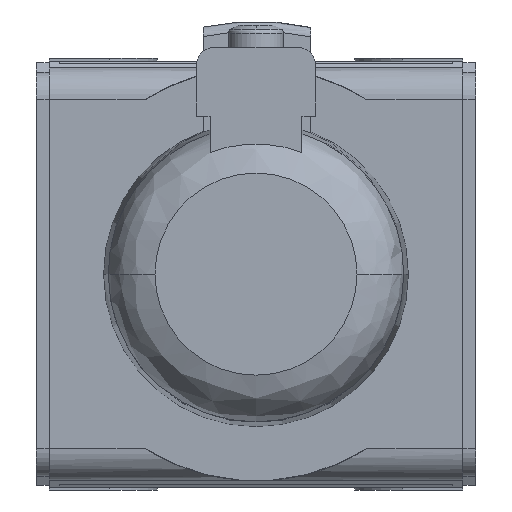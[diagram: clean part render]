
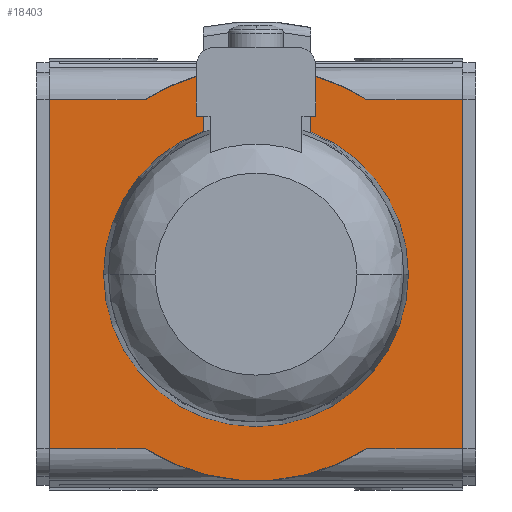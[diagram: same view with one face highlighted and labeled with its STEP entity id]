
A CAD part, front view. The second image highlights one B-rep face of the part: STEP entity #18403.
In plain terms, the highlighted planar face has unit normal (0, -1, 0).
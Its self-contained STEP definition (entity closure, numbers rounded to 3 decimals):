
#254 = VECTOR ( 'NONE', #1550, 1000. ) ;
#451 = CARTESIAN_POINT ( 'NONE',  ( 22.5, 0., 19. ) ) ;
#852 = VERTEX_POINT ( 'NONE', #11813 ) ;
#925 = CARTESIAN_POINT ( 'NONE',  ( 0., 0., 0. ) ) ;
#926 = LINE ( 'NONE', #13335, #254 ) ;
#1028 = VECTOR ( 'NONE', #8972, 1000. ) ;
#1074 = DIRECTION ( 'NONE',  ( 0., 1., 0. ) ) ;
#1319 = CIRCLE ( 'NONE', #12371, 22.5 ) ;
#1346 = EDGE_CURVE ( 'NONE', #9868, #14709, #8443, .T. ) ;
#1528 = CARTESIAN_POINT ( 'NONE',  ( 0., 0., 0. ) ) ;
#1550 = DIRECTION ( 'NONE',  ( -1., 0., 0. ) ) ;
#2012 = ORIENTED_EDGE ( 'NONE', *, *, #3733, .F. ) ;
#2375 = FACE_OUTER_BOUND ( 'NONE', #12393, .T. ) ;
#2438 = DIRECTION ( 'NONE',  ( 0., 1., 0. ) ) ;
#2462 = CARTESIAN_POINT ( 'NONE',  ( 0., 0., 0. ) ) ;
#2572 = VERTEX_POINT ( 'NONE', #2928 ) ;
#2928 = CARTESIAN_POINT ( 'NONE',  ( 12.052, 0., -19. ) ) ;
#3028 = VECTOR ( 'NONE', #11090, 1000. ) ;
#3407 = ORIENTED_EDGE ( 'NONE', *, *, #15815, .F. ) ;
#3464 = EDGE_CURVE ( 'NONE', #8132, #13795, #6142, .T. ) ;
#3614 = PLANE ( 'NONE',  #16544 ) ;
#3716 = DIRECTION ( 'NONE',  ( -1., 0., 0. ) ) ;
#3733 = EDGE_CURVE ( 'NONE', #13405, #9868, #5199, .T. ) ;
#3764 = DIRECTION ( 'NONE',  ( 0., 0., 1. ) ) ;
#3835 = EDGE_CURVE ( 'NONE', #2572, #13522, #5649, .T. ) ;
#4306 = EDGE_CURVE ( 'NONE', #14709, #11529, #1319, .T. ) ;
#5199 = LINE ( 'NONE', #10831, #6102 ) ;
#5233 = VECTOR ( 'NONE', #13197, 1000. ) ;
#5377 = ORIENTED_EDGE ( 'NONE', *, *, #3835, .F. ) ;
#5484 = LINE ( 'NONE', #11019, #3028 ) ;
#5543 = EDGE_CURVE ( 'NONE', #11529, #852, #12406, .T. ) ;
#5649 = CIRCLE ( 'NONE', #7503, 22.5 ) ;
#6102 = VECTOR ( 'NONE', #15492, 1000. ) ;
#6142 = LINE ( 'NONE', #7632, #5233 ) ;
#6685 = DIRECTION ( 'NONE',  ( 0., 0., 1. ) ) ;
#6738 = ORIENTED_EDGE ( 'NONE', *, *, #8959, .F. ) ;
#6925 = CARTESIAN_POINT ( 'NONE',  ( 0., 0., 22.5 ) ) ;
#6930 = ORIENTED_EDGE ( 'NONE', *, *, #16434, .F. ) ;
#7427 = DIRECTION ( 'NONE',  ( 0., 0., 1. ) ) ;
#7503 = AXIS2_PLACEMENT_3D ( 'NONE', #2462, #1074, #3764 ) ;
#7616 = CARTESIAN_POINT ( 'NONE',  ( -22.5, 0., 19. ) ) ;
#7632 = CARTESIAN_POINT ( 'NONE',  ( 22.5, 0., 19. ) ) ;
#8046 = VECTOR ( 'NONE', #3716, 1000. ) ;
#8132 = VERTEX_POINT ( 'NONE', #451 ) ;
#8443 = LINE ( 'NONE', #13385, #1028 ) ;
#8703 = DIRECTION ( 'NONE',  ( 0., 1., 0. ) ) ;
#8821 = CARTESIAN_POINT ( 'NONE',  ( -12.052, 0., 19. ) ) ;
#8959 = EDGE_CURVE ( 'NONE', #13522, #13405, #12808, .T. ) ;
#8972 = DIRECTION ( 'NONE',  ( 1., 0., 0. ) ) ;
#9664 = CARTESIAN_POINT ( 'NONE',  ( 22.5, 0., 19. ) ) ;
#9797 = DIRECTION ( 'NONE',  ( 0., 0., 1. ) ) ;
#9868 = VERTEX_POINT ( 'NONE', #7616 ) ;
#10831 = CARTESIAN_POINT ( 'NONE',  ( -22.5, 0., 19. ) ) ;
#11019 = CARTESIAN_POINT ( 'NONE',  ( 22.5, 0., 19. ) ) ;
#11045 = DIRECTION ( 'NONE',  ( 0., 1., 0. ) ) ;
#11090 = DIRECTION ( 'NONE',  ( 1., 0., 0. ) ) ;
#11529 = VERTEX_POINT ( 'NONE', #6925 ) ;
#11813 = CARTESIAN_POINT ( 'NONE',  ( 12.052, 0., 19. ) ) ;
#12369 = CARTESIAN_POINT ( 'NONE',  ( 22.5, 0., -19. ) ) ;
#12371 = AXIS2_PLACEMENT_3D ( 'NONE', #925, #2438, #9797 ) ;
#12393 = EDGE_LOOP ( 'NONE', ( #14223, #18014, #2012, #6738, #5377, #6930, #18654, #3407, #17613 ) ) ;
#12406 = CIRCLE ( 'NONE', #17895, 22.5 ) ;
#12808 = LINE ( 'NONE', #12369, #8046 ) ;
#13197 = DIRECTION ( 'NONE',  ( 0., 0., -1. ) ) ;
#13335 = CARTESIAN_POINT ( 'NONE',  ( 22.5, 0., -19. ) ) ;
#13385 = CARTESIAN_POINT ( 'NONE',  ( 22.5, 0., 19. ) ) ;
#13405 = VERTEX_POINT ( 'NONE', #17059 ) ;
#13522 = VERTEX_POINT ( 'NONE', #14615 ) ;
#13795 = VERTEX_POINT ( 'NONE', #16750 ) ;
#14223 = ORIENTED_EDGE ( 'NONE', *, *, #4306, .F. ) ;
#14615 = CARTESIAN_POINT ( 'NONE',  ( -12.052, 0., -19. ) ) ;
#14709 = VERTEX_POINT ( 'NONE', #8821 ) ;
#15492 = DIRECTION ( 'NONE',  ( 0., 0., 1. ) ) ;
#15815 = EDGE_CURVE ( 'NONE', #852, #8132, #5484, .T. ) ;
#16434 = EDGE_CURVE ( 'NONE', #13795, #2572, #926, .T. ) ;
#16544 = AXIS2_PLACEMENT_3D ( 'NONE', #9664, #11045, #6685 ) ;
#16750 = CARTESIAN_POINT ( 'NONE',  ( 22.5, 0., -19. ) ) ;
#17059 = CARTESIAN_POINT ( 'NONE',  ( -22.5, 0., -19. ) ) ;
#17613 = ORIENTED_EDGE ( 'NONE', *, *, #5543, .F. ) ;
#17895 = AXIS2_PLACEMENT_3D ( 'NONE', #1528, #8703, #7427 ) ;
#18014 = ORIENTED_EDGE ( 'NONE', *, *, #1346, .F. ) ;
#18403 = ADVANCED_FACE ( 'NONE', ( #2375 ), #3614, .F. ) ;
#18654 = ORIENTED_EDGE ( 'NONE', *, *, #3464, .F. ) ;
